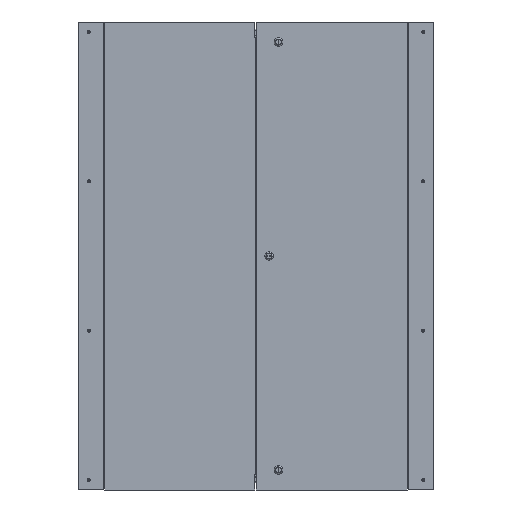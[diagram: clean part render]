
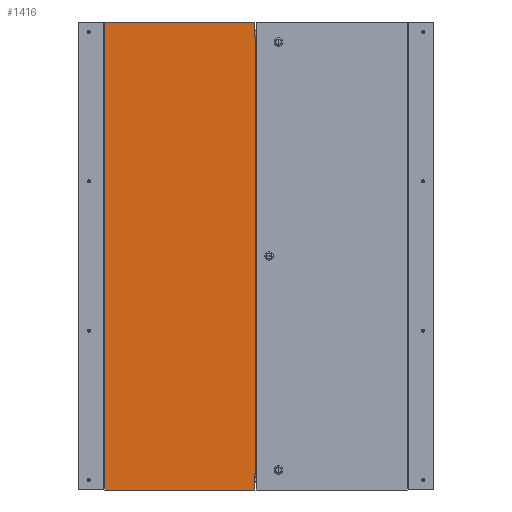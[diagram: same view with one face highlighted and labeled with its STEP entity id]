
A CAD part, front view. The second image highlights one B-rep face of the part: STEP entity #1416.
In plain terms, the highlighted planar face has unit normal (0, -1, 0).
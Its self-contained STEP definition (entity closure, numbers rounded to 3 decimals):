
#1416 = ADVANCED_FACE( '', ( #3015 ), #3016, .T. );
#3015 = FACE_OUTER_BOUND( '', #12481, .T. );
#3016 = PLANE( '', #12482 );
#12481 = EDGE_LOOP( '', ( #35223, #35224, #35225, #35226, #35227, #35228, #35229, #35230 ) );
#12482 = AXIS2_PLACEMENT_3D( '', #35231, #35232, #35233 );
#35223 = ORIENTED_EDGE( '', *, *, #39087, .F. );
#35224 = ORIENTED_EDGE( '', *, *, #39694, .T. );
#35225 = ORIENTED_EDGE( '', *, *, #39695, .F. );
#35226 = ORIENTED_EDGE( '', *, *, #39696, .F. );
#35227 = ORIENTED_EDGE( '', *, *, #39370, .T. );
#35228 = ORIENTED_EDGE( '', *, *, #39697, .T. );
#35229 = ORIENTED_EDGE( '', *, *, #39346, .T. );
#35230 = ORIENTED_EDGE( '', *, *, #39698, .F. );
#35231 = CARTESIAN_POINT( '', ( 0., 0., 0. ) );
#35232 = DIRECTION( '', ( 0., -1., 0. ) );
#35233 = DIRECTION( '', ( 0., 0., -1. ) );
#39087 = EDGE_CURVE( '', #41250, #41252, #41253, .T. );
#39346 = EDGE_CURVE( '', #41700, #41698, #41701, .T. );
#39370 = EDGE_CURVE( '', #41734, #41736, #41738, .T. );
#39694 = EDGE_CURVE( '', #41250, #42266, #42267, .T. );
#39695 = EDGE_CURVE( '', #42268, #42266, #42269, .T. );
#39696 = EDGE_CURVE( '', #41734, #42268, #42270, .T. );
#39697 = EDGE_CURVE( '', #41736, #41700, #42271, .T. );
#39698 = EDGE_CURVE( '', #41252, #41698, #42272, .T. );
#41250 = VERTEX_POINT( '', #44618 );
#41252 = VERTEX_POINT( '', #44620 );
#41253 = LINE( '', #44621, #44622 );
#41698 = VERTEX_POINT( '', #45737 );
#41700 = VERTEX_POINT( '', #45740 );
#41701 = LINE( '', #45741, #45742 );
#41734 = VERTEX_POINT( '', #45802 );
#41736 = VERTEX_POINT( '', #45805 );
#41738 = LINE( '', #45808, #45809 );
#42266 = VERTEX_POINT( '', #46808 );
#42267 = LINE( '', #46809, #46810 );
#42268 = VERTEX_POINT( '', #46811 );
#42269 = LINE( '', #46812, #46813 );
#42270 = LINE( '', #46814, #46815 );
#42271 = LINE( '', #46816, #46817 );
#42272 = LINE( '', #46818, #46819 );
#44618 = CARTESIAN_POINT( '', ( 195.204, 0., -587.375 ) );
#44620 = CARTESIAN_POINT( '', ( 194.475, 0., -587.375 ) );
#44621 = CARTESIAN_POINT( '', ( 0., 0., -587.375 ) );
#44622 = VECTOR( '', #50624, 1000. );
#45737 = CARTESIAN_POINT( '', ( 194.475, 0., -628.65 ) );
#45740 = CARTESIAN_POINT( '', ( -208.75, 0., -628.65 ) );
#45741 = CARTESIAN_POINT( '', ( -208.75, 0., -628.65 ) );
#45742 = VECTOR( '', #50867, 1000. );
#45802 = CARTESIAN_POINT( '', ( 194.475, 0., 628.65 ) );
#45805 = CARTESIAN_POINT( '', ( -208.75, 0., 628.65 ) );
#45808 = CARTESIAN_POINT( '', ( 208.75, 0., 628.65 ) );
#45809 = VECTOR( '', #50886, 1000. );
#46808 = CARTESIAN_POINT( '', ( 195.204, 0., 587.375 ) );
#46809 = CARTESIAN_POINT( '', ( 195.204, 0., -587.375 ) );
#46810 = VECTOR( '', #51273, 1000. );
#46811 = CARTESIAN_POINT( '', ( 194.475, 0., 587.375 ) );
#46812 = CARTESIAN_POINT( '', ( 0., 0., 587.375 ) );
#46813 = VECTOR( '', #51274, 1000. );
#46814 = CARTESIAN_POINT( '', ( 194.475, 0., 0. ) );
#46815 = VECTOR( '', #51275, 1000. );
#46816 = CARTESIAN_POINT( '', ( -208.75, 0., 628.65 ) );
#46817 = VECTOR( '', #51276, 1000. );
#46818 = CARTESIAN_POINT( '', ( 194.475, 0., 0. ) );
#46819 = VECTOR( '', #51277, 1000. );
#50624 = DIRECTION( '', ( -1., 0., 0. ) );
#50867 = DIRECTION( '', ( 1., 0., 0. ) );
#50886 = DIRECTION( '', ( -1., 0., 0. ) );
#51273 = DIRECTION( '', ( 0., 0., 1. ) );
#51274 = DIRECTION( '', ( 1., 0., 0. ) );
#51275 = DIRECTION( '', ( 0., 0., -1. ) );
#51276 = DIRECTION( '', ( 0., 0., -1. ) );
#51277 = DIRECTION( '', ( 0., 0., -1. ) );
